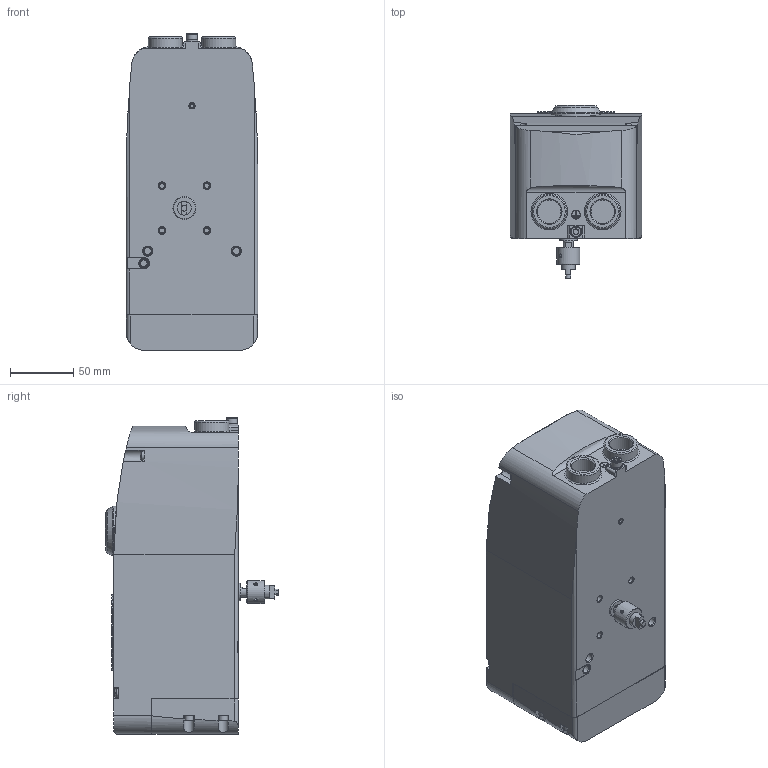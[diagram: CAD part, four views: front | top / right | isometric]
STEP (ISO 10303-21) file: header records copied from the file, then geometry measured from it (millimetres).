
FILE_DESCRIPTION(/* description */ ('STEP AP214'),/* implementation_level */ '2;1');
FILE_NAME(/* name */ '8097412_CMSH-S-VDE1-S-A-AL-G14-C1M20-HA',/* time_stamp */ '2024-08-06T14:17:05+02:00',/* author */ ('License CC BY-ND 4.0'),/* organization */ ('CADENAS'),/* preprocessor_version */ 'ST-DEVELOPER v19.3',/* originating_system */ 'PARTsolutions',/* authorisation */ ' ');
FILE_SCHEMA (('AUTOMOTIVE_DESIGN {1 0 10303 214 3 1 1}'));
Length unit declared in the file: millimetre
Products named in the file (5): 8097412 CMSH-S-VDE1-S-A-AL-G14-C1M20-HA---(high); 8148076 CMSH-S-M20---(high_h); 8154713 CAFM-M1-CK-N1---(high); 8108138 CAPS-M1-VDE1-S-A-AL-G14---(high_m); ISO-4762 M4x20
Assembly tree (7 placements, depth 2):
  8097412 CMSH-S-VDE1-S-A-AL-G14-C1M20-HA---(high)
    8148076 CMSH-S-M20---(high_h)
    8154713 CAFM-M1-CK-N1---(high)
    8108138 CAPS-M1-VDE1-S-A-AL-G14---(high_m)
    ISO-4762 M4x20  x4
Bounding box: 104 x 136.74 x 250 mm (x, y, z)
Volume: 2360584.9 mm3; surface area: 146197.1 mm2
Topology: 7 solids, 7 shells, 511 faces, 1218 edges, 788 vertices
Faces by surface type: plane 287, cylinder 117, cone 71, torus 36
Full cylindrical faces by diameter (mm): 2.459 x1, 3 x5, 3.242 x4, 4 x9, 4.3 x4, 4.917 x4, 5 x12, 6.525 x1, 6.647 x2, 7 x5, 8 x2, 8.5 x1, 9.2 x1, 11 x1, 11.445 x3, 14 x1, 18 x1, 18.376 x2, 27 x2
Entity records: 12080 total; most frequent: CARTESIAN_POINT 2432, DIRECTION 1984, ORIENTED_EDGE 1776, EDGE_CURVE 888, AXIS2_PLACEMENT_3D 745, VERTEX_POINT 648, FACE_BOUND 616, EDGE_LOOP 614
